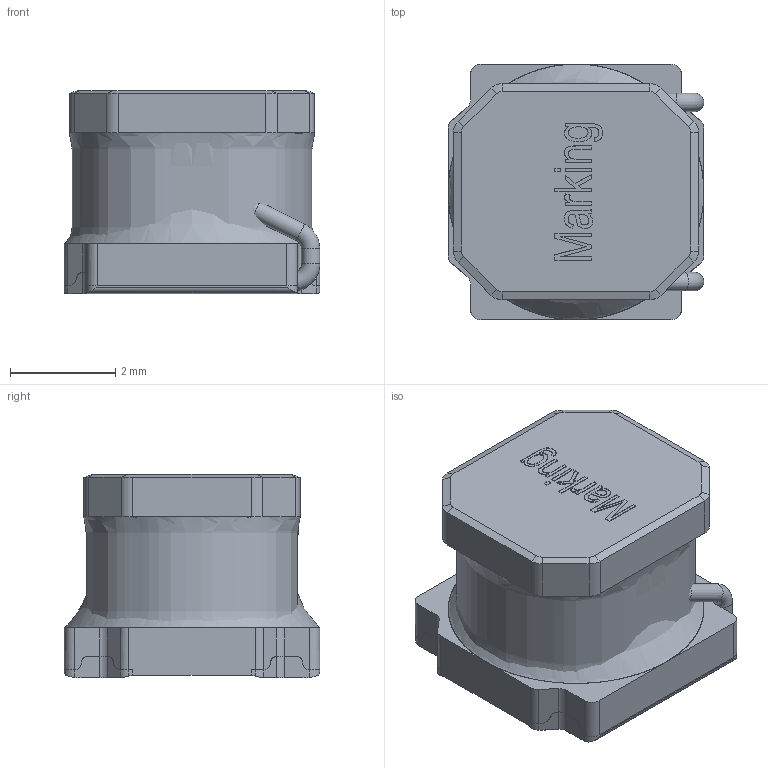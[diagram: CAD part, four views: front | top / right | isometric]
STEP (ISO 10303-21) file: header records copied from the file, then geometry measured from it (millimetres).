
FILE_DESCRIPTION(/* description */ (''),/* implementation_level */ '2;1');
FILE_NAME(/* name */ 'HPC5040.stp',/* time_stamp */ '2017-12-12T15:06:48+08:00',/* author */ (''),/* organization */ (''),/* preprocessor_version */ 'ST-DEVELOPER v16.7',/* originating_system */ 'SIEMENS PLM Software NX 12.0',/* authorisation */ '');
FILE_SCHEMA (('AUTOMOTIVE_DESIGN { 1 0 10303 214 3 1 1 1 }'));
Length unit declared in the file: millimetre
Products named in the file (1): HPC5040
Bounding box: 4.85 x 4.85 x 3.86 mm (x, y, z)
Volume: 78.4 mm3; surface area: 346.6 mm2
Topology: 21 solids, 21 shells, 328 faces, 780 edges, 491 vertices
Faces by surface type: plane 142, torus 67, cylinder 62, extrusion 45, cone 8, bspline 4
Full cylindrical faces by diameter (mm): 0.35 x7, 2.2 x1
Entity records: 15270 total; most frequent: CARTESIAN_POINT 8163, ORIENTED_EDGE 1402, DIRECTION 1273, EDGE_CURVE 701, VERTEX_POINT 491, AXIS2_PLACEMENT_3D 471, EDGE_LOOP 412, VECTOR 331
